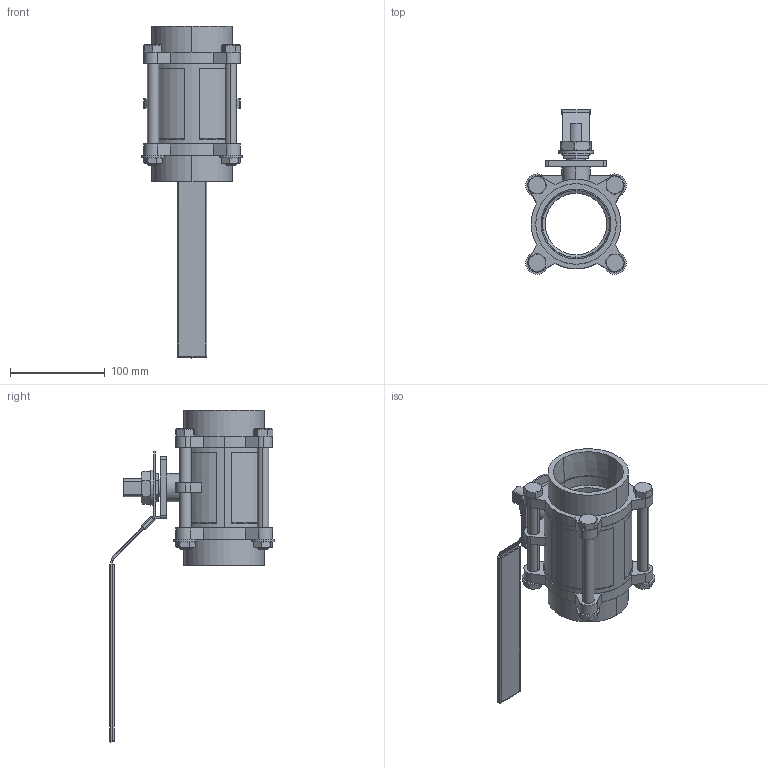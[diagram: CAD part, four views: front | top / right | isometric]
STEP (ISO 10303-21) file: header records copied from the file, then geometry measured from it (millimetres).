
FILE_DESCRIPTION (( 'STEP AP203' ), '1' );
FILE_NAME ('V-105MT-PN40_DN65.STEP', '2019-11-15T05:58:44', ( '' ), ( '' ), 'SwSTEP 2.0', 'SolidWorks 2012', '' );
FILE_SCHEMA (( 'CONFIG_CONTROL_DESIGN' ));
Length unit declared in the file: millimetre
Products named in the file (8): V-105MT-PN40_DN65; ISO 4015 - M12 x 120 x 30-C_ISO 4015 - M12 x 120 x 30-C; Hexagon Thin Nut ISO 4035 - M20 - N_Hexagon Thin Nut ISO 4035 - M20 - N; Washer ISO 7091 - 20_Washer ISO 7091 - 20; Hexagon Thin Nut ISO - 4035 - M12 - C_Hexagon Thin Nut ISO - 4035 - M12 - C; Washer ISO 7091 - 12_Washer ISO 7091 - 12; V-105M-HANDLE_265L; V-105MT-PN40-BODY_DN65
Assembly tree (16 placements, depth 2):
  V-105MT-PN40_DN65
    V-105MT-PN40-BODY_DN65
    V-105M-HANDLE_265L
    Washer ISO 7091 - 12_Washer ISO 7091 - 12  x4
    Hexagon Thin Nut ISO - 4035 - M12 - C_Hexagon Thin Nut ISO - 4035 - M12 - C  x4
    Washer ISO 7091 - 20_Washer ISO 7091 - 20
    Hexagon Thin Nut ISO 4035 - M20 - N_Hexagon Thin Nut ISO 4035 - M20 - N
    ISO 4015 - M12 x 120 x 30-C_ISO 4015 - M12 x 120 x 30-C  x4
Bounding box: 106.02 x 174.01 x 350.46 mm (x, y, z)
Volume: 652714.9 mm3; surface area: 172656.9 mm2
Topology: 16 solids, 16 shells, 655 faces, 1602 edges, 1021 vertices
Faces by surface type: plane 312, cylinder 148, cone 135, bspline 57, torus 3
Entity records: 20116 total; most frequent: CARTESIAN_POINT 7203, ORIENTED_EDGE 2532, DIRECTION 2276, EDGE_CURVE 1266, VERTEX_POINT 823, AXIS2_PLACEMENT_3D 766, LINE 744, VECTOR 744
